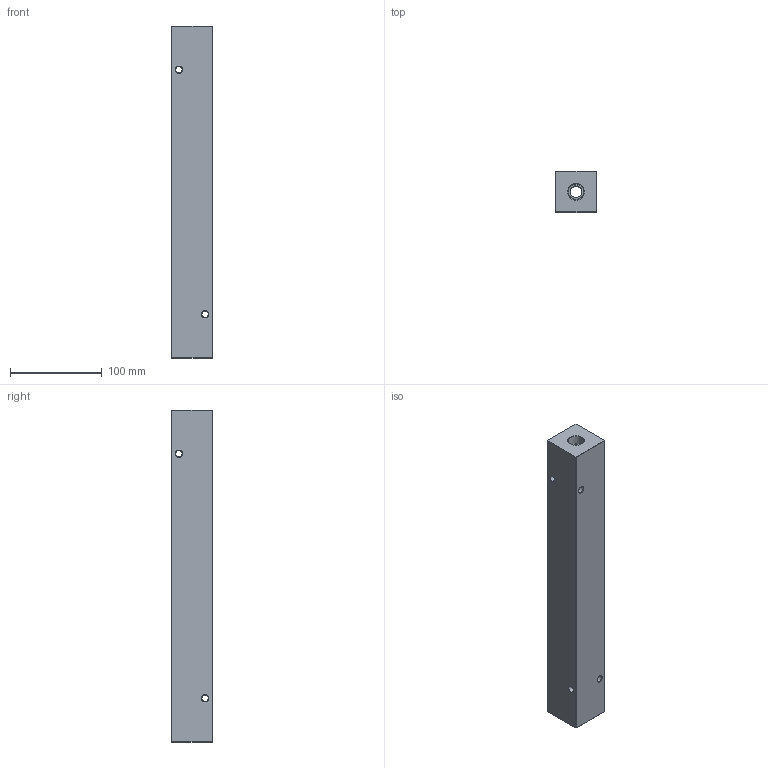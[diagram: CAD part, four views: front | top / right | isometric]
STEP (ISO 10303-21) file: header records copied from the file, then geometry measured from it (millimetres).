
FILE_DESCRIPTION (( 'STEP AP214' ), '1' );
FILE_NAME ('HM-8-0-P-6-6.STEP', '2020-02-28T16:25:30', ( '' ), ( '' ), 'SwSTEP 2.0', 'SolidWorks 2019', '' );
FILE_SCHEMA (( 'AUTOMOTIVE_DESIGN' ));
Length unit declared in the file: inch
Products named in the file (1): HM-8-0-P-6-6
Bounding box: 44.45 x 44.45 x 361.95 mm (x, y, z)
Volume: 633274.2 mm3; surface area: 90129.6 mm2
Topology: 1 solids, 1 shells, 519 faces, 1351 edges, 878 vertices
Faces by surface type: plane 251, bspline 194, cone 40, cylinder 34
Entity records: 32430 total; most frequent: CARTESIAN_POINT 14511, ORIENTED_EDGE 2702, DIRECTION 1683, EDGE_CURVE 1351, VERTEX_POINT 878, VECTOR 799, LINE 799, EDGE_LOOP 593
